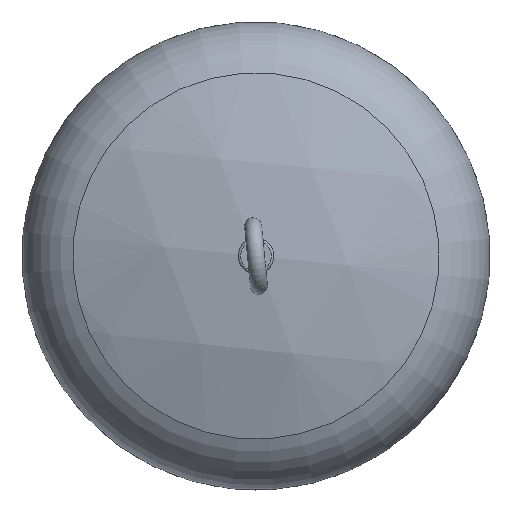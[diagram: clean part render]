
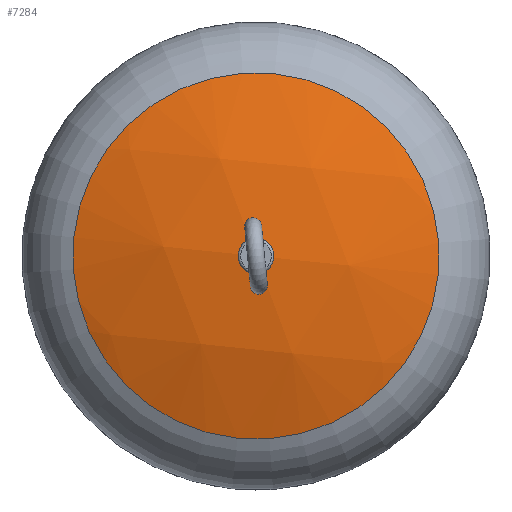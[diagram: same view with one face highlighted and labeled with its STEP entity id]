
A CAD part, left-side view. The second image highlights one B-rep face of the part: STEP entity #7284.
In plain terms, the highlighted spherical face has radius 301.5 mm.
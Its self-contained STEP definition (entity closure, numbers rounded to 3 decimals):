
#213=SPHERICAL_SURFACE('',#8400,301.5);
#1141=FACE_OUTER_BOUND('',#1592,.T.);
#1592=EDGE_LOOP('',(#6244,#6245));
#2810=CIRCLE('',#8397,107.594);
#2811=CIRCLE('',#8398,107.594);
#3430=VERTEX_POINT('',#14043);
#3431=VERTEX_POINT('',#14044);
#4410=EDGE_CURVE('',#3430,#3431,#2810,.T.);
#4411=EDGE_CURVE('',#3431,#3430,#2811,.T.);
#6244=ORIENTED_EDGE('',*,*,#4410,.T.);
#6245=ORIENTED_EDGE('',*,*,#4411,.T.);
#7284=ADVANCED_FACE('',(#1141),#213,.T.);
#8397=AXIS2_PLACEMENT_3D('',#14045,#10182,#10183);
#8398=AXIS2_PLACEMENT_3D('',#14046,#10184,#10185);
#8400=AXIS2_PLACEMENT_3D('',#14048,#10188,#10189);
#10182=DIRECTION('center_axis',(0.,1.,0.));
#10183=DIRECTION('ref_axis',(1.,0.,0.));
#10184=DIRECTION('center_axis',(0.,1.,0.));
#10185=DIRECTION('ref_axis',(1.,0.,0.));
#10188=DIRECTION('center_axis',(0.,0.,1.));
#10189=DIRECTION('ref_axis',(1.,0.,0.));
#14043=CARTESIAN_POINT('',(-107.594,55.648,0.));
#14044=CARTESIAN_POINT('',(0.,55.648,-107.594));
#14045=CARTESIAN_POINT('Origin',(0.,55.648,
0.));
#14046=CARTESIAN_POINT('Origin',(0.,55.648,
0.));
#14048=CARTESIAN_POINT('Origin',(0.,-226.,0.));
